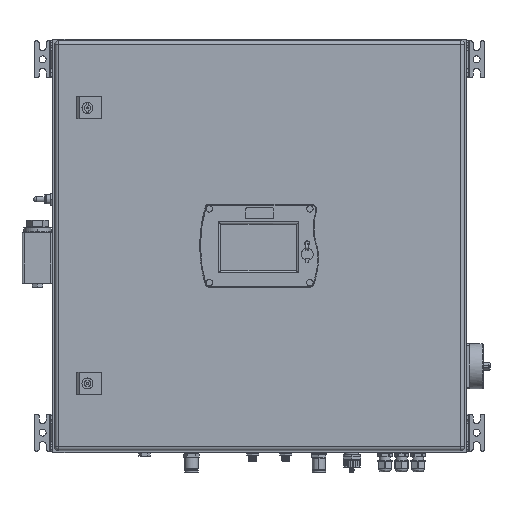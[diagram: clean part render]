
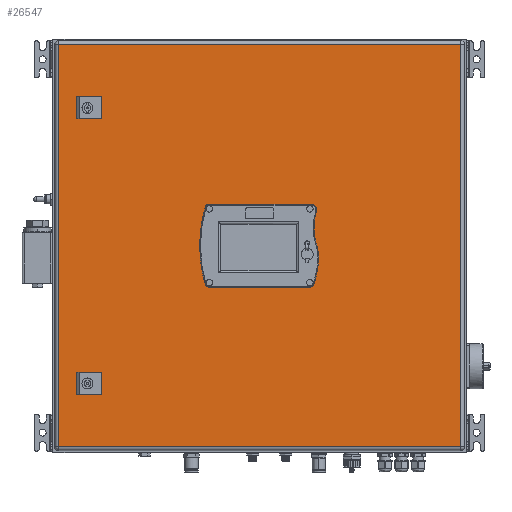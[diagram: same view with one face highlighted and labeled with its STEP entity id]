
A CAD part, top view. The second image highlights one B-rep face of the part: STEP entity #26547.
In plain terms, the highlighted planar face has unit normal (0, 0, 1).
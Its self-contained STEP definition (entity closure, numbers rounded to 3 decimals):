
#3756=DIRECTION('',(1.,0.,0.));
#3757=VECTOR('',#3756,584.);
#3758=CARTESIAN_POINT('',(-292.,592.,126.));
#3759=LINE('',#3758,#3757);
#3760=CARTESIAN_POINT('',(74.952,352.017,126.));
#3761=DIRECTION('',(0.,0.,1.));
#3762=DIRECTION('',(0.955,-0.297,0.));
#3763=AXIS2_PLACEMENT_3D('',#3760,#3761,#3762);
#3765=CARTESIAN_POINT('',(-74.089,355.009,126.));
#3766=DIRECTION('',(0.,0.,1.));
#3767=DIRECTION('',(0.,1.,0.));
#3768=AXIS2_PLACEMENT_3D('',#3765,#3766,#3767);
#3770=CARTESIAN_POINT('',(113.,300.,126.));
#3771=DIRECTION('',(0.,0.,1.));
#3772=DIRECTION('',(-0.959,0.282,0.));
#3773=AXIS2_PLACEMENT_3D('',#3770,#3771,#3772);
#3775=CARTESIAN_POINT('',(113.,300.,126.));
#3776=DIRECTION('',(0.,0.,1.));
#3777=DIRECTION('',(-1.,0.,0.));
#3778=AXIS2_PLACEMENT_3D('',#3775,#3776,#3777);
#3780=CARTESIAN_POINT('',(-74.089,244.991,126.));
#3781=DIRECTION('',(0.,0.,1.));
#3782=DIRECTION('',(-0.96,-0.282,0.));
#3783=AXIS2_PLACEMENT_3D('',#3780,#3781,#3782);
#3785=CARTESIAN_POINT('',(74.089,244.991,126.));
#3786=DIRECTION('',(0.,0.,1.));
#3787=DIRECTION('',(0.,-1.,0.));
#3788=AXIS2_PLACEMENT_3D('',#3785,#3786,#3787);
#3790=CARTESIAN_POINT('',(-113.,300.,126.));
#3791=DIRECTION('',(0.,0.,1.));
#3792=DIRECTION('',(0.959,-0.282,0.));
#3793=AXIS2_PLACEMENT_3D('',#3790,#3791,#3792);
#3795=CARTESIAN_POINT('',(15.701,281.668,126.));
#3796=DIRECTION('',(0.,0.,1.));
#3797=DIRECTION('',(0.99,-0.141,0.));
#3798=AXIS2_PLACEMENT_3D('',#3795,#3796,#3797);
#3800=CARTESIAN_POINT('',(15.701,281.668,126.));
#3801=DIRECTION('',(0.,0.,1.));
#3802=DIRECTION('',(1.,0.,0.));
#3803=AXIS2_PLACEMENT_3D('',#3800,#3801,#3802);
#3805=CARTESIAN_POINT('',(159.,326.,126.));
#3806=DIRECTION('',(0.,0.,-1.));
#3807=DIRECTION('',(-0.955,-0.296,0.));
#3808=AXIS2_PLACEMENT_3D('',#3805,#3806,#3807);
#3810=CARTESIAN_POINT('',(159.,326.,126.));
#3811=DIRECTION('',(0.,0.,-1.));
#3812=DIRECTION('',(-1.,0.,0.));
#3813=AXIS2_PLACEMENT_3D('',#3810,#3811,#3812);
#3815=DIRECTION('',(-1.,0.,0.));
#3816=VECTOR('',#3815,32.25);
#3817=CARTESIAN_POINT('',(-233.75,516.,126.));
#3818=LINE('',#3817,#3816);
#3819=DIRECTION('',(0.,1.,0.));
#3820=VECTOR('',#3819,32.);
#3821=CARTESIAN_POINT('',(-233.75,484.,126.));
#3822=LINE('',#3821,#3820);
#3823=DIRECTION('',(-1.,0.,0.));
#3824=VECTOR('',#3823,32.25);
#3825=CARTESIAN_POINT('',(-233.75,116.,126.));
#3826=LINE('',#3825,#3824);
#3827=DIRECTION('',(0.,1.,0.));
#3828=VECTOR('',#3827,32.);
#3829=CARTESIAN_POINT('',(-233.75,84.,126.));
#3830=LINE('',#3829,#3828);
#3831=DIRECTION('',(0.,-1.,0.));
#3832=VECTOR('',#3831,584.);
#3833=CARTESIAN_POINT('',(-292.,592.,126.));
#3834=LINE('',#3833,#3832);
#3862=DIRECTION('',(1.,0.,0.));
#3863=VECTOR('',#3862,584.);
#3864=CARTESIAN_POINT('',(-292.,8.,126.));
#3865=LINE('',#3864,#3863);
#3897=DIRECTION('',(0.,1.,0.));
#3898=VECTOR('',#3897,584.);
#3899=CARTESIAN_POINT('',(292.,8.,126.));
#3900=LINE('',#3899,#3898);
#3971=DIRECTION('',(-1.,0.,0.));
#3972=VECTOR('',#3971,148.176);
#3973=CARTESIAN_POINT('',(74.088,241.5,126.));
#3974=LINE('',#3973,#3972);
#3995=DIRECTION('',(1.,0.,0.));
#3996=VECTOR('',#3995,149.031);
#3997=CARTESIAN_POINT('',(-74.088,358.5,126.));
#3998=LINE('',#3997,#3996);
#5278=DIRECTION('',(-1.,0.,0.));
#5279=VECTOR('',#5278,32.25);
#5280=CARTESIAN_POINT('',(-233.75,484.,126.));
#5281=LINE('',#5280,#5279);
#5290=DIRECTION('',(0.,1.,0.));
#5291=VECTOR('',#5290,32.);
#5292=CARTESIAN_POINT('',(-266.,484.,126.));
#5293=LINE('',#5292,#5291);
#5522=DIRECTION('',(-1.,0.,0.));
#5523=VECTOR('',#5522,32.25);
#5524=CARTESIAN_POINT('',(-233.75,84.,126.));
#5525=LINE('',#5524,#5523);
#5534=DIRECTION('',(0.,1.,0.));
#5535=VECTOR('',#5534,32.);
#5536=CARTESIAN_POINT('',(-266.,84.,126.));
#5537=LINE('',#5536,#5535);
#18315=CARTESIAN_POINT('',(-292.,592.,126.));
#18316=CARTESIAN_POINT('',(292.,592.,126.));
#18317=VERTEX_POINT('',#18315);
#18318=VERTEX_POINT('',#18316);
#18319=CARTESIAN_POINT('',(-292.,8.,126.));
#18320=VERTEX_POINT('',#18319);
#18321=CARTESIAN_POINT('',(292.,8.,126.));
#18322=VERTEX_POINT('',#18321);
#18323=CARTESIAN_POINT('',(81.142,350.092,126.));
#18324=CARTESIAN_POINT('',(74.943,358.5,126.));
#18325=VERTEX_POINT('',#18323);
#18326=VERTEX_POINT('',#18324);
#18327=CARTESIAN_POINT('',(-74.088,358.5,126.));
#18328=VERTEX_POINT('',#18327);
#18329=CARTESIAN_POINT('',(-77.439,355.992,126.));
#18330=VERTEX_POINT('',#18329);
#18331=CARTESIAN_POINT('',(-85.5,300.,126.));
#18332=VERTEX_POINT('',#18331);
#18333=CARTESIAN_POINT('',(-77.439,244.008,126.));
#18334=VERTEX_POINT('',#18333);
#18335=CARTESIAN_POINT('',(-74.088,241.5,126.));
#18336=VERTEX_POINT('',#18335);
#18337=CARTESIAN_POINT('',(74.088,241.5,126.));
#18338=VERTEX_POINT('',#18337);
#18339=CARTESIAN_POINT('',(77.439,244.008,126.));
#18340=VERTEX_POINT('',#18339);
#18341=CARTESIAN_POINT('',(83.516,272.008,126.));
#18342=VERTEX_POINT('',#18341);
#18343=CARTESIAN_POINT('',(84.201,281.668,126.));
#18344=VERTEX_POINT('',#18343);
#18345=CARTESIAN_POINT('',(81.141,301.913,126.));
#18346=VERTEX_POINT('',#18345);
#18347=CARTESIAN_POINT('',(77.5,326.,126.));
#18348=VERTEX_POINT('',#18347);
#18349=CARTESIAN_POINT('',(-233.75,516.,126.));
#18350=CARTESIAN_POINT('',(-266.,516.,126.));
#18351=VERTEX_POINT('',#18349);
#18352=VERTEX_POINT('',#18350);
#18353=CARTESIAN_POINT('',(-266.,484.,126.));
#18354=VERTEX_POINT('',#18353);
#18355=CARTESIAN_POINT('',(-233.75,484.,126.));
#18356=VERTEX_POINT('',#18355);
#18357=CARTESIAN_POINT('',(-233.75,116.,126.));
#18358=CARTESIAN_POINT('',(-266.,116.,126.));
#18359=VERTEX_POINT('',#18357);
#18360=VERTEX_POINT('',#18358);
#18361=CARTESIAN_POINT('',(-266.,84.,126.));
#18362=VERTEX_POINT('',#18361);
#18363=CARTESIAN_POINT('',(-233.75,84.,126.));
#18364=VERTEX_POINT('',#18363);
#26485=CARTESIAN_POINT('',(292.,592.,126.));
#26486=DIRECTION('',(0.,0.,-1.));
#26487=DIRECTION('',(-1.,0.,0.));
#26488=AXIS2_PLACEMENT_3D('',#26485,#26486,#26487);
#26489=PLANE('',#26488);
#26491=ORIENTED_EDGE('',*,*,#26490,.F.);
#26492=ORIENTED_EDGE('',*,*,#26475,.T.);
#26494=ORIENTED_EDGE('',*,*,#26493,.F.);
#26496=ORIENTED_EDGE('',*,*,#26495,.F.);
#26497=EDGE_LOOP('',(#26491,#26492,#26494,#26496));
#26498=FACE_OUTER_BOUND('',#26497,.F.);
#26500=ORIENTED_EDGE('',*,*,#26499,.T.);
#26502=ORIENTED_EDGE('',*,*,#26501,.F.);
#26504=ORIENTED_EDGE('',*,*,#26503,.T.);
#26506=ORIENTED_EDGE('',*,*,#26505,.T.);
#26508=ORIENTED_EDGE('',*,*,#26507,.T.);
#26510=ORIENTED_EDGE('',*,*,#26509,.T.);
#26512=ORIENTED_EDGE('',*,*,#26511,.F.);
#26514=ORIENTED_EDGE('',*,*,#26513,.T.);
#26516=ORIENTED_EDGE('',*,*,#26515,.T.);
#26518=ORIENTED_EDGE('',*,*,#26517,.T.);
#26520=ORIENTED_EDGE('',*,*,#26519,.T.);
#26522=ORIENTED_EDGE('',*,*,#26521,.T.);
#26524=ORIENTED_EDGE('',*,*,#26523,.T.);
#26525=EDGE_LOOP('',(#26500,#26502,#26504,#26506,#26508,#26510,#26512,#26514,
#26516,#26518,#26520,#26522,#26524));
#26526=FACE_BOUND('',#26525,.F.);
#26528=ORIENTED_EDGE('',*,*,#26527,.T.);
#26530=ORIENTED_EDGE('',*,*,#26529,.F.);
#26532=ORIENTED_EDGE('',*,*,#26531,.F.);
#26534=ORIENTED_EDGE('',*,*,#26533,.T.);
#26535=EDGE_LOOP('',(#26528,#26530,#26532,#26534));
#26536=FACE_BOUND('',#26535,.F.);
#26538=ORIENTED_EDGE('',*,*,#26537,.T.);
#26540=ORIENTED_EDGE('',*,*,#26539,.F.);
#26542=ORIENTED_EDGE('',*,*,#26541,.F.);
#26544=ORIENTED_EDGE('',*,*,#26543,.T.);
#26545=EDGE_LOOP('',(#26538,#26540,#26542,#26544));
#26546=FACE_BOUND('',#26545,.F.);
#26547=ADVANCED_FACE('',(#26498,#26526,#26536,#26546),#26489,.F.);
#3764=CIRCLE('',#3763,6.483);
#3769=CIRCLE('',#3768,3.491);
#3774=CIRCLE('',#3773,198.5);
#3779=CIRCLE('',#3778,198.5);
#3784=CIRCLE('',#3783,3.491);
#3789=CIRCLE('',#3788,3.491);
#3794=CIRCLE('',#3793,198.5);
#3799=CIRCLE('',#3798,68.5);
#3804=CIRCLE('',#3803,68.5);
#3809=CIRCLE('',#3808,81.5);
#3814=CIRCLE('',#3813,81.5);
#26475=EDGE_CURVE('',#18317,#18318,#3759,.T.);
#26490=EDGE_CURVE('',#18317,#18320,#3834,.T.);
#26493=EDGE_CURVE('',#18322,#18318,#3900,.T.);
#26495=EDGE_CURVE('',#18320,#18322,#3865,.T.);
#26499=EDGE_CURVE('',#18325,#18326,#3764,.T.);
#26501=EDGE_CURVE('',#18328,#18326,#3998,.T.);
#26503=EDGE_CURVE('',#18328,#18330,#3769,.T.);
#26505=EDGE_CURVE('',#18330,#18332,#3774,.T.);
#26507=EDGE_CURVE('',#18332,#18334,#3779,.T.);
#26509=EDGE_CURVE('',#18334,#18336,#3784,.T.);
#26511=EDGE_CURVE('',#18338,#18336,#3974,.T.);
#26513=EDGE_CURVE('',#18338,#18340,#3789,.T.);
#26515=EDGE_CURVE('',#18340,#18342,#3794,.T.);
#26517=EDGE_CURVE('',#18342,#18344,#3799,.T.);
#26519=EDGE_CURVE('',#18344,#18346,#3804,.T.);
#26521=EDGE_CURVE('',#18346,#18348,#3809,.T.);
#26523=EDGE_CURVE('',#18348,#18325,#3814,.T.);
#26527=EDGE_CURVE('',#18351,#18352,#3818,.T.);
#26529=EDGE_CURVE('',#18354,#18352,#5293,.T.);
#26531=EDGE_CURVE('',#18356,#18354,#5281,.T.);
#26533=EDGE_CURVE('',#18356,#18351,#3822,.T.);
#26537=EDGE_CURVE('',#18359,#18360,#3826,.T.);
#26539=EDGE_CURVE('',#18362,#18360,#5537,.T.);
#26541=EDGE_CURVE('',#18364,#18362,#5525,.T.);
#26543=EDGE_CURVE('',#18364,#18359,#3830,.T.);
